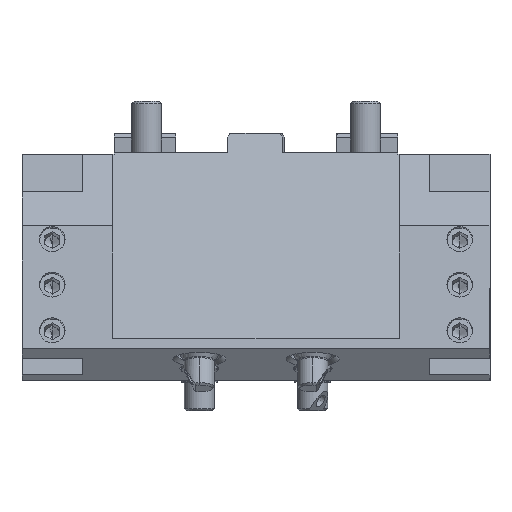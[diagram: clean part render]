
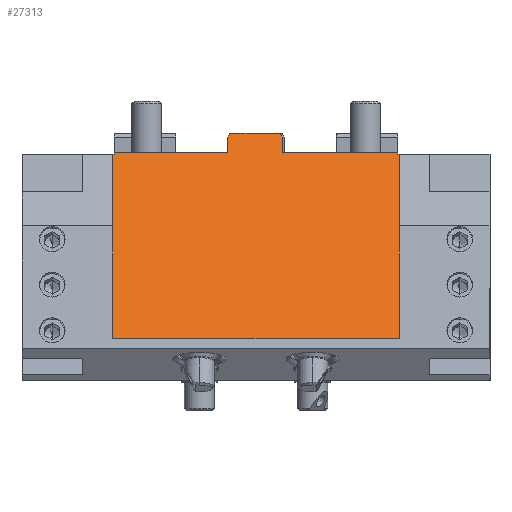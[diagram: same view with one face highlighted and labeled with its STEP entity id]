
A CAD part, front view. The second image highlights one B-rep face of the part: STEP entity #27313.
In plain terms, the highlighted planar face has unit normal (0, -0.883, 0.469).
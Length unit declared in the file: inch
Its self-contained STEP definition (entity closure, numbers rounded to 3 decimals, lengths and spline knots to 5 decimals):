
#196 = VECTOR ( 'NONE', #21424, 39.37008 ) ;
#582 = EDGE_CURVE ( 'NONE', #17013, #22805, #32454, .T. ) ;
#590 = AXIS2_PLACEMENT_3D ( 'NONE', #15951, #2453, #24128 ) ;
#602 = VECTOR ( 'NONE', #20674, 39.37008 ) ;
#1243 = VERTEX_POINT ( 'NONE', #23992 ) ;
#1315 = ORIENTED_EDGE ( 'NONE', *, *, #24995, .F. ) ;
#1979 = DIRECTION ( 'NONE',  ( 0.454, 0.418, 0.787 ) ) ;
#2188 = LINE ( 'NONE', #21203, #602 ) ;
#2302 = LINE ( 'NONE', #7977, #5880 ) ;
#2453 = DIRECTION ( 'NONE',  ( 0., 0.883, -0.469 ) ) ;
#2546 = CARTESIAN_POINT ( 'NONE',  ( 0.27559, -1.6269, 0.15748 ) ) ;
#3293 = ORIENTED_EDGE ( 'NONE', *, *, #29821, .F. ) ;
#3415 = LINE ( 'NONE', #32623, #24204 ) ;
#3600 = VERTEX_POINT ( 'NONE', #2546 ) ;
#3680 = EDGE_CURVE ( 'NONE', #27562, #12211, #19237, .T. ) ;
#3934 = EDGE_CURVE ( 'NONE', #17740, #22517, #18152, .T. ) ;
#4338 = CARTESIAN_POINT ( 'NONE',  ( 0.27559, -1.71063, 0. ) ) ;
#4421 = CARTESIAN_POINT ( 'NONE',  ( 1.49606, -1.60596, 0.19685 ) ) ;
#4553 = VERTEX_POINT ( 'NONE', #5836 ) ;
#4578 = CARTESIAN_POINT ( 'NONE',  ( 0.25286, -1.60596, 0.19685 ) ) ;
#5450 = EDGE_CURVE ( 'NONE', #3600, #27562, #31444, .T. ) ;
#5801 = CARTESIAN_POINT ( 'NONE',  ( -1.47638, -1.71063, 0. ) ) ;
#5836 = CARTESIAN_POINT ( 'NONE',  ( -1.47638, -1.71063, 0. ) ) ;
#5880 = VECTOR ( 'NONE', #13302, 39.37008 ) ;
#6011 = CARTESIAN_POINT ( 'NONE',  ( 1.47638, -1.7211, -0.01969 ) ) ;
#6276 = CARTESIAN_POINT ( 'NONE',  ( 1.47638, -1.71063, 0. ) ) ;
#6722 = EDGE_CURVE ( 'NONE', #22411, #6968, #34486, .T. ) ;
#6922 = CARTESIAN_POINT ( 'NONE',  ( 0.27559, -1.71063, 0. ) ) ;
#6968 = VERTEX_POINT ( 'NONE', #6011 ) ;
#7626 = DIRECTION ( 'NONE',  ( 0., -0.469, -0.883 ) ) ;
#7977 = CARTESIAN_POINT ( 'NONE',  ( 1.47638, -1.71063, 0. ) ) ;
#8122 = ORIENTED_EDGE ( 'NONE', *, *, #33239, .F. ) ;
#9616 = VECTOR ( 'NONE', #12180, 39.37008 ) ;
#10376 = CARTESIAN_POINT ( 'NONE',  ( 1.49606, -1.7211, -0.01969 ) ) ;
#10805 = CARTESIAN_POINT ( 'NONE',  ( 1.49606, -1.7211, -0.01969 ) ) ;
#11176 = CARTESIAN_POINT ( 'NONE',  ( -1.49606, -2.74454, -1.9445 ) ) ;
#11255 = CARTESIAN_POINT ( 'NONE',  ( 0.25286, -1.60596, 0.19685 ) ) ;
#11336 = VECTOR ( 'NONE', #27337, 39.37008 ) ;
#12180 = DIRECTION ( 'NONE',  ( 1., 0., 0. ) ) ;
#12211 = VERTEX_POINT ( 'NONE', #6276 ) ;
#12650 = ORIENTED_EDGE ( 'NONE', *, *, #26428, .F. ) ;
#12692 = VERTEX_POINT ( 'NONE', #25597 ) ;
#12762 = DIRECTION ( 'NONE',  ( 0., -0.469, -0.883 ) ) ;
#13206 = DIRECTION ( 'NONE',  ( 1., 0., 0. ) ) ;
#13302 = DIRECTION ( 'NONE',  ( 0., -0.469, -0.883 ) ) ;
#13391 = VECTOR ( 'NONE', #28762, 39.37008 ) ;
#13551 = CARTESIAN_POINT ( 'NONE',  ( 1.49606, -1.71063, 0. ) ) ;
#13860 = VECTOR ( 'NONE', #14131, 39.37008 ) ;
#14131 = DIRECTION ( 'NONE',  ( 0., -0.469, -0.883 ) ) ;
#14414 = DIRECTION ( 'NONE',  ( 1., 0., 0. ) ) ;
#14982 = VERTEX_POINT ( 'NONE', #11255 ) ;
#15140 = ORIENTED_EDGE ( 'NONE', *, *, #20942, .T. ) ;
#15472 = CARTESIAN_POINT ( 'NONE',  ( -0.29508, -1.6269, 0.15748 ) ) ;
#15745 = ORIENTED_EDGE ( 'NONE', *, *, #20426, .F. ) ;
#15951 = CARTESIAN_POINT ( 'NONE',  ( 1.49606, -1.71063, 0. ) ) ;
#16477 = LINE ( 'NONE', #35171, #11336 ) ;
#16729 = ORIENTED_EDGE ( 'NONE', *, *, #3680, .F. ) ;
#16924 = ORIENTED_EDGE ( 'NONE', *, *, #3934, .F. ) ;
#17013 = VERTEX_POINT ( 'NONE', #11176 ) ;
#17432 = EDGE_LOOP ( 'NONE', ( #16924, #12650, #3293, #15140, #1315, #22642, #29214, #19426, #20883, #15745, #16729, #19302, #8122, #29558 ) ) ;
#17504 = LINE ( 'NONE', #25694, #9616 ) ;
#17740 = VERTEX_POINT ( 'NONE', #30129 ) ;
#18152 = LINE ( 'NONE', #15472, #26541 ) ;
#19119 = LINE ( 'NONE', #5801, #13860 ) ;
#19237 = LINE ( 'NONE', #13551, #22544 ) ;
#19302 = ORIENTED_EDGE ( 'NONE', *, *, #5450, .F. ) ;
#19426 = ORIENTED_EDGE ( 'NONE', *, *, #20389, .F. ) ;
#20389 = EDGE_CURVE ( 'NONE', #22411, #22805, #21314, .T. ) ;
#20426 = EDGE_CURVE ( 'NONE', #12211, #6968, #2302, .T. ) ;
#20674 = DIRECTION ( 'NONE',  ( 0., 0.469, 0.883 ) ) ;
#20883 = ORIENTED_EDGE ( 'NONE', *, *, #6722, .T. ) ;
#20942 = EDGE_CURVE ( 'NONE', #4553, #29075, #19119, .T. ) ;
#21203 = CARTESIAN_POINT ( 'NONE',  ( -0.29508, -1.71063, 0. ) ) ;
#21271 = DIRECTION ( 'NONE',  ( 0.454, -0.418, -0.787 ) ) ;
#21314 = LINE ( 'NONE', #10805, #29724 ) ;
#21424 = DIRECTION ( 'NONE',  ( 1., 0., 0. ) ) ;
#21449 = LINE ( 'NONE', #4578, #24416 ) ;
#22411 = VERTEX_POINT ( 'NONE', #10376 ) ;
#22468 = CARTESIAN_POINT ( 'NONE',  ( -0.27235, -1.60596, 0.19685 ) ) ;
#22517 = VERTEX_POINT ( 'NONE', #22468 ) ;
#22544 = VECTOR ( 'NONE', #13206, 39.37008 ) ;
#22642 = ORIENTED_EDGE ( 'NONE', *, *, #28356, .T. ) ;
#22805 = VERTEX_POINT ( 'NONE', #29706 ) ;
#23442 = DIRECTION ( 'NONE',  ( -1., 0., 0. ) ) ;
#23992 = CARTESIAN_POINT ( 'NONE',  ( -0.29508, -1.71063, 0. ) ) ;
#24128 = DIRECTION ( 'NONE',  ( 0., 0.469, 0.883 ) ) ;
#24204 = VECTOR ( 'NONE', #14414, 39.37008 ) ;
#24416 = VECTOR ( 'NONE', #21271, 39.37008 ) ;
#24502 = EDGE_CURVE ( 'NONE', #22517, #14982, #26095, .T. ) ;
#24605 = CARTESIAN_POINT ( 'NONE',  ( 3.66142, -2.74454, -1.9445 ) ) ;
#24995 = EDGE_CURVE ( 'NONE', #12692, #29075, #3415, .T. ) ;
#25597 = CARTESIAN_POINT ( 'NONE',  ( -1.49606, -1.7211, -0.01969 ) ) ;
#25694 = CARTESIAN_POINT ( 'NONE',  ( 1.49606, -1.71063, 0. ) ) ;
#26095 = LINE ( 'NONE', #4421, #13391 ) ;
#26377 = CARTESIAN_POINT ( 'NONE',  ( -1.47638, -1.7211, -0.01969 ) ) ;
#26428 = EDGE_CURVE ( 'NONE', #1243, #17740, #2188, .T. ) ;
#26445 = VECTOR ( 'NONE', #23442, 39.37008 ) ;
#26462 = CARTESIAN_POINT ( 'NONE',  ( 2.44094, -1.7211, -0.01969 ) ) ;
#26541 = VECTOR ( 'NONE', #1979, 39.37008 ) ;
#26930 = VECTOR ( 'NONE', #12762, 39.37008 ) ;
#27313 = ADVANCED_FACE ( 'NONE', ( #32144 ), #29454, .F. ) ;
#27337 = DIRECTION ( 'NONE',  ( 0., -0.469, -0.883 ) ) ;
#27562 = VERTEX_POINT ( 'NONE', #4338 ) ;
#28356 = EDGE_CURVE ( 'NONE', #12692, #17013, #16477, .T. ) ;
#28762 = DIRECTION ( 'NONE',  ( 1., 0., 0. ) ) ;
#29075 = VERTEX_POINT ( 'NONE', #26377 ) ;
#29214 = ORIENTED_EDGE ( 'NONE', *, *, #582, .T. ) ;
#29454 = PLANE ( 'NONE',  #590 ) ;
#29558 = ORIENTED_EDGE ( 'NONE', *, *, #24502, .F. ) ;
#29706 = CARTESIAN_POINT ( 'NONE',  ( 1.49606, -2.74454, -1.9445 ) ) ;
#29724 = VECTOR ( 'NONE', #7626, 39.37008 ) ;
#29821 = EDGE_CURVE ( 'NONE', #4553, #1243, #17504, .T. ) ;
#30129 = CARTESIAN_POINT ( 'NONE',  ( -0.29508, -1.6269, 0.15748 ) ) ;
#31444 = LINE ( 'NONE', #6922, #26930 ) ;
#32144 = FACE_OUTER_BOUND ( 'NONE', #17432, .T. ) ;
#32454 = LINE ( 'NONE', #24605, #196 ) ;
#32623 = CARTESIAN_POINT ( 'NONE',  ( 1.49606, -1.7211, -0.01969 ) ) ;
#33239 = EDGE_CURVE ( 'NONE', #14982, #3600, #21449, .T. ) ;
#34486 = LINE ( 'NONE', #26462, #26445 ) ;
#35171 = CARTESIAN_POINT ( 'NONE',  ( -1.49606, -1.7211, -0.01969 ) ) ;
